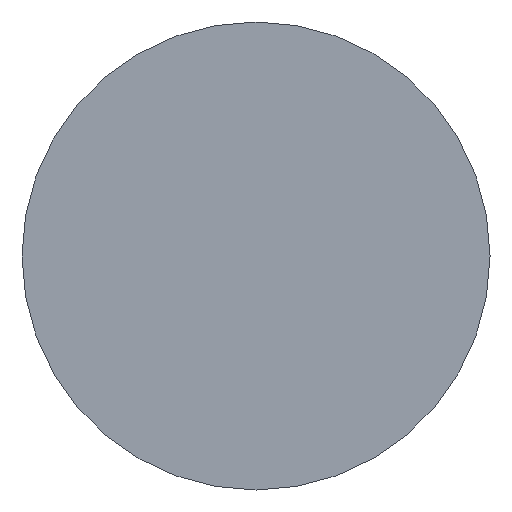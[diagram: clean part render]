
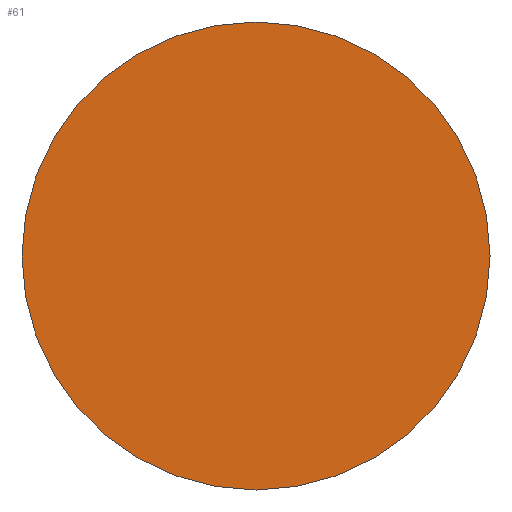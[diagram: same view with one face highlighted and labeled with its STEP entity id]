
A CAD part, front view. The second image highlights one B-rep face of the part: STEP entity #61.
In plain terms, the highlighted planar face has unit normal (0, -1, 0).
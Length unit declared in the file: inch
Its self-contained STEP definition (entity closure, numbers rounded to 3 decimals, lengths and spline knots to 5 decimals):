
#7 = ORIENTED_EDGE ( 'NONE', *, *, #149, .T. ) ;
#13 = EDGE_CURVE ( 'NONE', #36, #112, #259, .T. ) ;
#17 = CARTESIAN_POINT ( 'NONE',  ( 0., 0., 0.3125 ) ) ;
#26 = DIRECTION ( 'NONE',  ( 0., 0., -1. ) ) ;
#36 = VERTEX_POINT ( 'NONE', #17 ) ;
#61 = ADVANCED_FACE ( 'NONE', ( #269 ), #156, .T. ) ;
#89 = DIRECTION ( 'NONE',  ( 0., 0., -1. ) ) ;
#93 = DIRECTION ( 'NONE',  ( 0., -1., 0. ) ) ;
#101 = CARTESIAN_POINT ( 'NONE',  ( 0., 0., 0. ) ) ;
#112 = VERTEX_POINT ( 'NONE', #221 ) ;
#114 = DIRECTION ( 'NONE',  ( 0., -1., 0. ) ) ;
#127 = AXIS2_PLACEMENT_3D ( 'NONE', #139, #114, #89 ) ;
#137 = CARTESIAN_POINT ( 'NONE',  ( 0., 0., 0. ) ) ;
#139 = CARTESIAN_POINT ( 'NONE',  ( 0., 0., 0. ) ) ;
#149 = EDGE_CURVE ( 'NONE', #112, #36, #176, .T. ) ;
#156 = PLANE ( 'NONE',  #127 ) ;
#157 = ORIENTED_EDGE ( 'NONE', *, *, #13, .T. ) ;
#176 = CIRCLE ( 'NONE', #226, 0.3125 ) ;
#221 = CARTESIAN_POINT ( 'NONE',  ( 0., 0., -0.3125 ) ) ;
#222 = DIRECTION ( 'NONE',  ( 0., -1., 0. ) ) ;
#226 = AXIS2_PLACEMENT_3D ( 'NONE', #101, #93, #26 ) ;
#232 = DIRECTION ( 'NONE',  ( 0., 0., -1. ) ) ;
#259 = CIRCLE ( 'NONE', #298, 0.3125 ) ;
#269 = FACE_OUTER_BOUND ( 'NONE', #297, .T. ) ;
#297 = EDGE_LOOP ( 'NONE', ( #7, #157 ) ) ;
#298 = AXIS2_PLACEMENT_3D ( 'NONE', #137, #222, #232 ) ;
